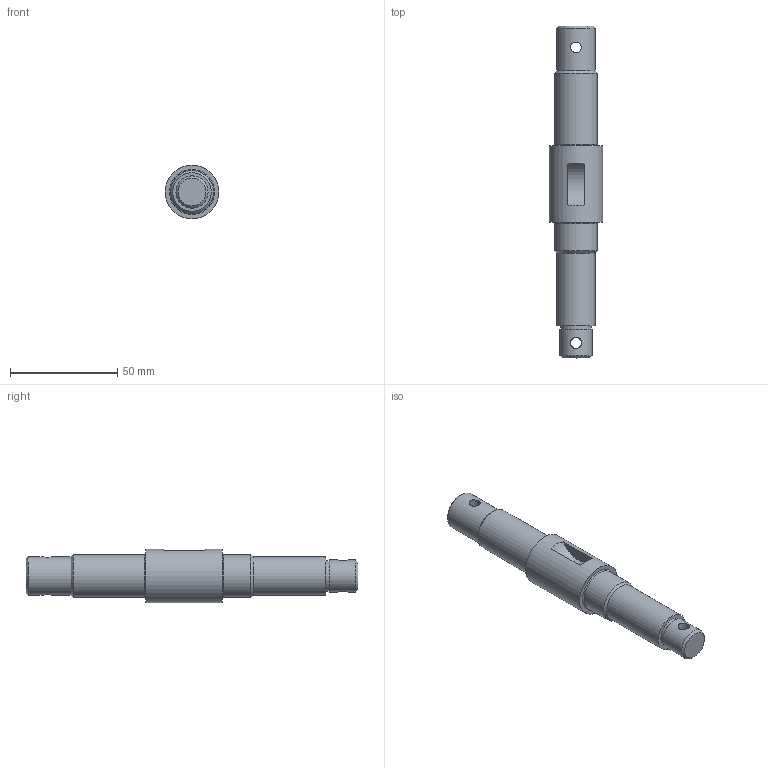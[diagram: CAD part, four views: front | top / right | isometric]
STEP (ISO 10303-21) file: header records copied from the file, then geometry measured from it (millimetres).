
FILE_DESCRIPTION(/* description */ (''),/* implementation_level */ '2;1');
FILE_NAME(/* name */ 'Part 016.stp',/* time_stamp */ '2015-02-19T17:46:43+02:00',/* author */ ('SFC'),/* organization */ (''),/* preprocessor_version */ 'ST-DEVELOPER v15.2',/* originating_system */ 'Autodesk Inventor 2014',/* authorisation */ '');
FILE_SCHEMA (('AUTOMOTIVE_DESIGN { 1 0 10303 214 3 1 1 }'));
Length unit declared in the file: millimetre
Products named in the file (1): Part 016
Bounding box: 25 x 155 x 25 mm (x, y, z)
Volume: 48207.2 mm3; surface area: 11173.4 mm2
Topology: 1 solids, 1 shells, 24 faces, 52 edges, 32 vertices
Faces by surface type: cylinder 9, plane 8, cone 5, torus 2
Full cylindrical faces by diameter (mm): 5 x1, 14.4 x1, 15 x1, 18 x2, 20 x2, 25 x1
Entity records: 698 total; most frequent: CARTESIAN_POINT 234, DIRECTION 92, ORIENTED_EDGE 62, EDGE_LOOP 48, AXIS2_PLACEMENT_3D 45, EDGE_CURVE 31, FACE_BOUND 29, VERTEX_POINT 29
